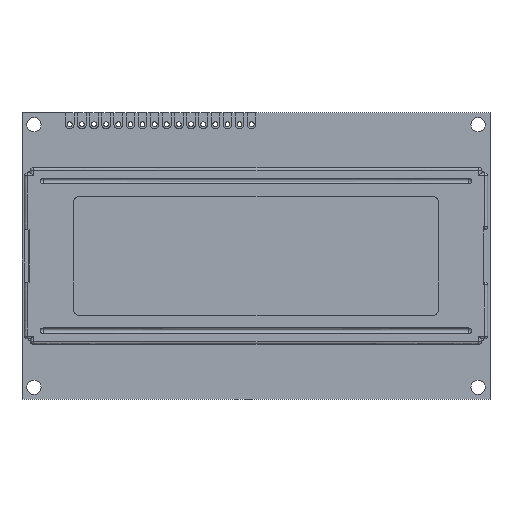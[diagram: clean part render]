
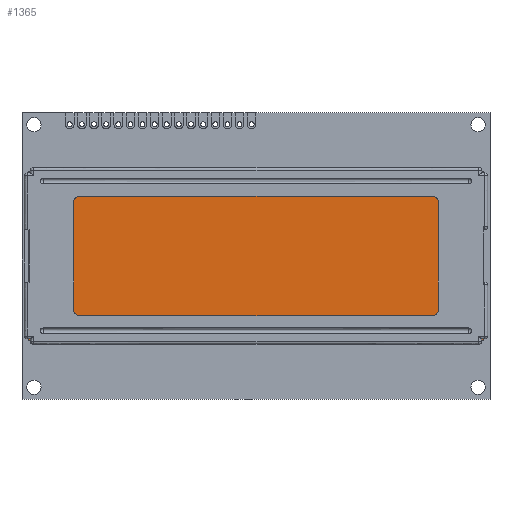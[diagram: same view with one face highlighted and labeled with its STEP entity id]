
A CAD part, top view. The second image highlights one B-rep face of the part: STEP entity #1365.
In plain terms, the highlighted planar face has unit normal (0, 0, 1).
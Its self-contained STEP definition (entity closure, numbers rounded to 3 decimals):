
#1365=ADVANCED_FACE('',(#2660),#2661,.T.);
#2660=FACE_OUTER_BOUND('',#5575,.T.);
#2661=PLANE('',#5576);
#5575=EDGE_LOOP('',(#8780,#8781,#8782,#8783));
#5576=AXIS2_PLACEMENT_3D('',#8784,#8785,#8786);
#8780=ORIENTED_EDGE('',*,*,#10344,.T.);
#8781=ORIENTED_EDGE('',*,*,#10345,.T.);
#8782=ORIENTED_EDGE('',*,*,#10346,.T.);
#8783=ORIENTED_EDGE('',*,*,#10347,.T.);
#8784=CARTESIAN_POINT('',(49.0,30.,11.302));
#8785=DIRECTION('',(0.0,0.0,1.0));
#8786=DIRECTION('',(1.0,0.0,0.0));
#10344=EDGE_CURVE('',#12340,#12341,#12342,.T.);
#10345=EDGE_CURVE('',#12341,#12343,#12344,.T.);
#10346=EDGE_CURVE('',#12343,#12345,#12346,.T.);
#10347=EDGE_CURVE('',#12345,#12340,#12347,.T.);
#12340=VERTEX_POINT('',#15076);
#12341=VERTEX_POINT('',#15077);
#12342=LINE('',#15078,#15079);
#12343=VERTEX_POINT('',#15080);
#12344=LINE('',#15081,#15082);
#12345=VERTEX_POINT('',#15083);
#12346=LINE('',#15084,#15085);
#12347=LINE('',#15086,#15087);
#15076=CARTESIAN_POINT('',(96.66,12.249,11.302));
#15077=CARTESIAN_POINT('',(96.66,47.751,11.302));
#15078=CARTESIAN_POINT('',(96.66,30.,11.302));
#15079=VECTOR('',#16667,1.0);
#15080=CARTESIAN_POINT('',(1.34,47.751,11.302));
#15081=CARTESIAN_POINT('',(49.0,47.751,11.302));
#15082=VECTOR('',#16668,1.0);
#15083=CARTESIAN_POINT('',(1.34,12.249,11.302));
#15084=CARTESIAN_POINT('',(1.34,30.,11.302));
#15085=VECTOR('',#16669,1.0);
#15086=CARTESIAN_POINT('',(49.0,12.249,11.302));
#15087=VECTOR('',#16670,1.0);
#16667=DIRECTION('',(0.0,1.0,0.0));
#16668=DIRECTION('',(-1.0,0.0,0.0));
#16669=DIRECTION('',(0.0,-1.0,0.0));
#16670=DIRECTION('',(1.0,0.0,0.0));
